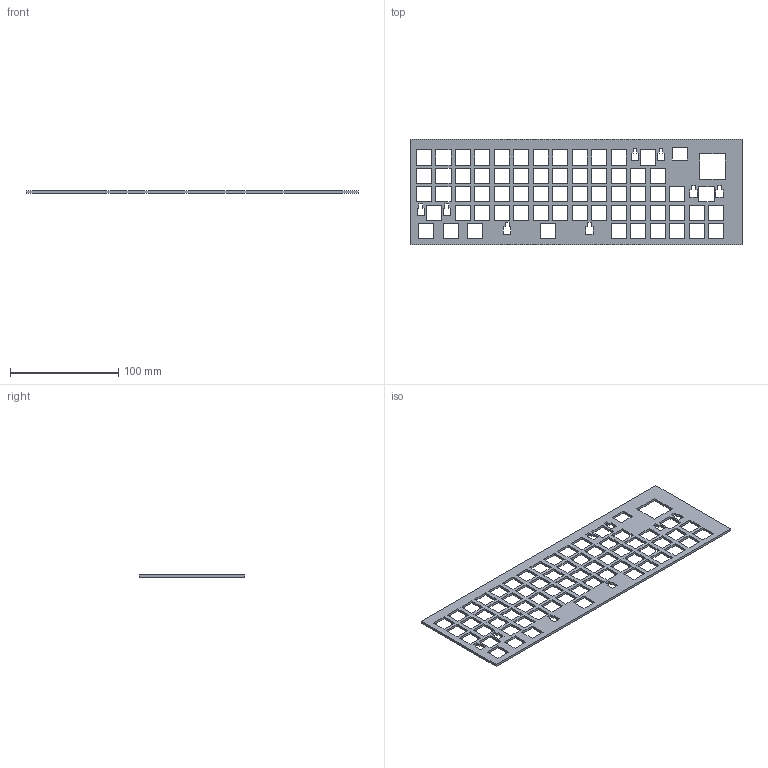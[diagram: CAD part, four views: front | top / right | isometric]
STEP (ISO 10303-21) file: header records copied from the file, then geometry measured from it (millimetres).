
FILE_DESCRIPTION(('HOOPS Exchange Step'),'2;1');
FILE_NAME('temp_export','2025-08-16T05:34:11-07:00',('dylan'),('Shapr3D Limited'),'HOOPS Exchange 2024.8','Shapr3D','Authorized');
FILE_SCHEMA( ('AP242_MANAGED_MODEL_BASED_3D_ENGINEERING_MIM_LF {1 0 10303 442 1 1 4}') );
Length unit declared in the file: millimetre
Products named in the file (2): Linear Pattern 02; root
Assembly tree (1 placements, depth 2):
  root
    Linear Pattern 02
Bounding box: 306.7 x 97.9 x 2.2 mm (x, y, z)
Volume: 35387.5 mm3; surface area: 42901.2 mm2
Topology: 1 solids, 1 shells, 338 faces, 1008 edges, 672 vertices
Faces by surface type: plane 338
Entity records: 11473 total; most frequent: CARTESIAN_POINT 2022, ORIENTED_EDGE 2016, DIRECTION 1692, VECTOR 1008, LINE 1008, EDGE_CURVE 1008, VERTEX_POINT 672, EDGE_LOOP 488
